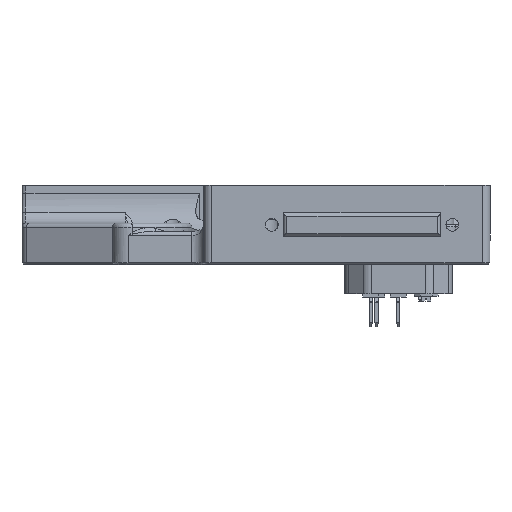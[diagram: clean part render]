
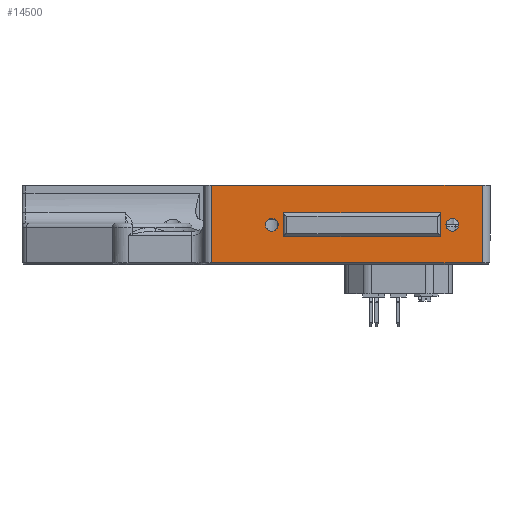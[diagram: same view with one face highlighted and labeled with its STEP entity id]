
A CAD part, front view. The second image highlights one B-rep face of the part: STEP entity #14500.
In plain terms, the highlighted planar face has unit normal (0, -1, 0).
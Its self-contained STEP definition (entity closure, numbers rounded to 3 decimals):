
#251=PLANE('',#18196);
#975=CIRCLE('',#17915,1.6);
#977=CIRCLE('',#17918,1.6);
#2364=ORIENTED_EDGE('',*,*,#6384,.F.);
#2365=ORIENTED_EDGE('',*,*,#5974,.F.);
#2366=ORIENTED_EDGE('',*,*,#6393,.T.);
#2367=ORIENTED_EDGE('',*,*,#5925,.T.);
#2368=ORIENTED_EDGE('',*,*,#6371,.T.);
#2369=ORIENTED_EDGE('',*,*,#5904,.T.);
#2370=ORIENTED_EDGE('',*,*,#6370,.F.);
#2371=ORIENTED_EDGE('',*,*,#5898,.F.);
#2372=ORIENTED_EDGE('',*,*,#5907,.F.);
#2373=ORIENTED_EDGE('',*,*,#5909,.F.);
#5898=EDGE_CURVE('',#8093,#8094,#9490,.T.);
#5904=EDGE_CURVE('',#8100,#8099,#9492,.T.);
#5907=EDGE_CURVE('',#8102,#8102,#975,.T.);
#5909=EDGE_CURVE('',#8104,#8104,#977,.T.);
#5925=EDGE_CURVE('',#8119,#8120,#9499,.T.);
#5974=EDGE_CURVE('',#8164,#8165,#9519,.T.);
#6370=EDGE_CURVE('',#8094,#8099,#9694,.T.);
#6371=EDGE_CURVE('',#8093,#8100,#9695,.T.);
#6384=EDGE_CURVE('',#8165,#8120,#9708,.T.);
#6393=EDGE_CURVE('',#8164,#8119,#9716,.T.);
#8093=VERTEX_POINT('',#23324);
#8094=VERTEX_POINT('',#23326);
#8099=VERTEX_POINT('',#23349);
#8100=VERTEX_POINT('',#23351);
#8102=VERTEX_POINT('',#23363);
#8104=VERTEX_POINT('',#23368);
#8119=VERTEX_POINT('',#23413);
#8120=VERTEX_POINT('',#23414);
#8164=VERTEX_POINT('',#23551);
#8165=VERTEX_POINT('',#23552);
#9490=LINE('',#23325,#10866);
#9492=LINE('',#23350,#10868);
#9499=LINE('',#23412,#10875);
#9519=LINE('',#23550,#10895);
#9694=LINE('',#25183,#11070);
#9695=LINE('',#25185,#11071);
#9708=LINE('',#25206,#11084);
#9716=LINE('',#25224,#11092);
#10866=VECTOR('',#19268,1000.);
#10868=VECTOR('',#19272,1000.);
#10875=VECTOR('',#19311,1000.);
#10895=VECTOR('',#19399,1000.);
#11070=VECTOR('',#20004,1000.);
#11071=VECTOR('',#20007,1000.);
#11084=VECTOR('',#20036,1000.);
#11092=VECTOR('',#20062,1000.);
#12414=EDGE_LOOP('',(#2364,#2365,#2366,#2367));
#12415=EDGE_LOOP('',(#2368,#2369,#2370,#2371));
#12416=EDGE_LOOP('',(#2372));
#12417=EDGE_LOOP('',(#2373));
#13351=FACE_BOUND('',#12414,.T.);
#13352=FACE_BOUND('',#12415,.T.);
#13353=FACE_BOUND('',#12416,.T.);
#13354=FACE_BOUND('',#12417,.T.);
#14500=ADVANCED_FACE('',(#13351,#13352,#13353,#13354),#251,.F.);
#17915=AXIS2_PLACEMENT_3D('',#23362,#19275,#19276);
#17918=AXIS2_PLACEMENT_3D('',#23367,#19281,#19282);
#18196=AXIS2_PLACEMENT_3D('',#25223,#20060,#20061);
#19268=DIRECTION('',(0.,0.,-1.));
#19272=DIRECTION('',(0.,0.,-1.));
#19275=DIRECTION('',(0.,-1.,0.));
#19276=DIRECTION('',(-1.,0.,0.));
#19281=DIRECTION('',(0.,-1.,0.));
#19282=DIRECTION('',(-1.,0.,0.));
#19311=DIRECTION('',(0.,0.,-1.));
#19399=DIRECTION('',(0.,0.,-1.));
#20004=DIRECTION('',(1.,0.,0.));
#20007=DIRECTION('',(1.,0.,0.));
#20036=DIRECTION('',(-1.,0.,0.));
#20060=DIRECTION('',(0.,1.,0.));
#20061=DIRECTION('',(0.,0.,1.));
#20062=DIRECTION('',(-1.,0.,0.));
#23324=CARTESIAN_POINT('',(-10.447,-35.218,13.));
#23325=CARTESIAN_POINT('',(-10.447,-35.218,13.5));
#23326=CARTESIAN_POINT('',(-10.447,-35.218,7.));
#23349=CARTESIAN_POINT('',(29.053,-35.218,7.));
#23350=CARTESIAN_POINT('',(29.053,-35.218,13.5));
#23351=CARTESIAN_POINT('',(29.053,-35.218,13.));
#23362=CARTESIAN_POINT('',(32.053,-35.218,10.));
#23363=CARTESIAN_POINT('',(30.453,-35.218,10.));
#23367=CARTESIAN_POINT('',(-13.447,-35.218,10.));
#23368=CARTESIAN_POINT('',(-15.047,-35.218,10.));
#23412=CARTESIAN_POINT('',(-28.647,-35.218,10.));
#23413=CARTESIAN_POINT('',(-28.647,-35.218,20.));
#23414=CARTESIAN_POINT('',(-28.647,-35.218,0.4));
#23550=CARTESIAN_POINT('',(39.553,-35.218,20.));
#23551=CARTESIAN_POINT('',(39.553,-35.218,20.));
#23552=CARTESIAN_POINT('',(39.553,-35.218,0.4));
#25183=CARTESIAN_POINT('',(-9.547,-35.218,7.));
#25185=CARTESIAN_POINT('',(0.703,-35.218,13.));
#25206=CARTESIAN_POINT('',(-22.047,-35.218,0.4));
#25223=CARTESIAN_POINT('',(-27.647,-35.218,20.));
#25224=CARTESIAN_POINT('',(26.053,-35.218,20.));
